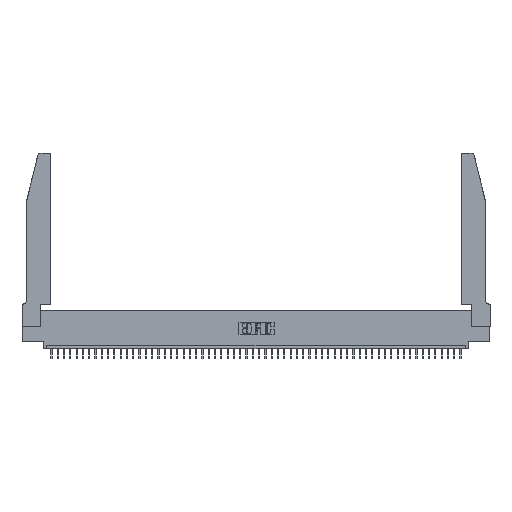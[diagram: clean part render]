
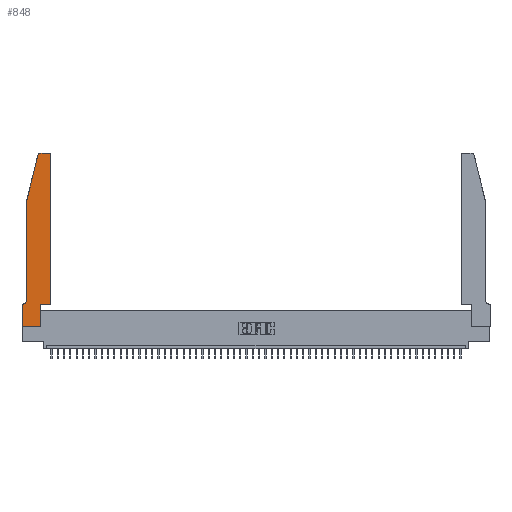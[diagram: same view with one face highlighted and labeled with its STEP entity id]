
A CAD part, top view. The second image highlights one B-rep face of the part: STEP entity #848.
In plain terms, the highlighted planar face has unit normal (0, 0, 1).
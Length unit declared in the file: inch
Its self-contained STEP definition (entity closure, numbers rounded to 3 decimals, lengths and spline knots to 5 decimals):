
#334 = AXIS2_PLACEMENT_3D ( 'NONE', #45573, #21848, #49596 ) ;
#848 = ADVANCED_FACE ( 'NONE', ( #13783 ), #40244, .T. ) ;
#1589 = ORIENTED_EDGE ( 'NONE', *, *, #38737, .T. ) ;
#2069 = ORIENTED_EDGE ( 'NONE', *, *, #24313, .T. ) ;
#2842 = DIRECTION ( 'NONE',  ( 1., 0., 0. ) ) ;
#3976 = LINE ( 'NONE', #4359, #26335 ) ;
#4023 = VERTEX_POINT ( 'NONE', #14642 ) ;
#4182 = CARTESIAN_POINT ( 'NONE',  ( 0., 0., 0.37 ) ) ;
#4348 = VERTEX_POINT ( 'NONE', #16034 ) ;
#4359 = CARTESIAN_POINT ( 'NONE',  ( 0.0755, 2., 0.37 ) ) ;
#4439 = VECTOR ( 'NONE', #17743, 39.37008 ) ;
#4616 = AXIS2_PLACEMENT_3D ( 'NONE', #24694, #8854, #33023 ) ;
#4762 = LINE ( 'NONE', #9172, #18417 ) ;
#5448 = DIRECTION ( 'NONE',  ( -1., 0., 0. ) ) ;
#5588 = ORIENTED_EDGE ( 'NONE', *, *, #42826, .T. ) ;
#5609 = ORIENTED_EDGE ( 'NONE', *, *, #28849, .T. ) ;
#5778 = VERTEX_POINT ( 'NONE', #15536 ) ;
#6240 = ORIENTED_EDGE ( 'NONE', *, *, #30215, .T. ) ;
#6820 = DIRECTION ( 'NONE',  ( 0., -1., 0. ) ) ;
#6926 = ORIENTED_EDGE ( 'NONE', *, *, #32358, .T. ) ;
#8423 = LINE ( 'NONE', #23568, #28340 ) ;
#8854 = DIRECTION ( 'NONE',  ( 0., 0., 1. ) ) ;
#9172 = CARTESIAN_POINT ( 'NONE',  ( 0.2605, 2.75, 0.37 ) ) ;
#9224 = CARTESIAN_POINT ( 'NONE',  ( 0., 0., 0.37 ) ) ;
#9885 = DIRECTION ( 'NONE',  ( -1., 0., 0. ) ) ;
#10021 = AXIS2_PLACEMENT_3D ( 'NONE', #18915, #35430, #31288 ) ;
#10783 = LINE ( 'NONE', #48456, #34443 ) ;
#11295 = EDGE_CURVE ( 'NONE', #15699, #4023, #3976, .T. ) ;
#13527 = CARTESIAN_POINT ( 'NONE',  ( 0.0055, 0.35, 0.37 ) ) ;
#13783 = FACE_OUTER_BOUND ( 'NONE', #19088, .T. ) ;
#14642 = CARTESIAN_POINT ( 'NONE',  ( 0.0755, 0.42, 0.37 ) ) ;
#15041 = LINE ( 'NONE', #42646, #46713 ) ;
#15415 = CARTESIAN_POINT ( 'NONE',  ( 0.0755, 2., 0.37 ) ) ;
#15443 = CARTESIAN_POINT ( 'NONE',  ( 0.2865, 0.35, 0.37 ) ) ;
#15536 = CARTESIAN_POINT ( 'NONE',  ( 0.284, 2.75, 0.37 ) ) ;
#15699 = VERTEX_POINT ( 'NONE', #15415 ) ;
#15885 = ORIENTED_EDGE ( 'NONE', *, *, #48675, .T. ) ;
#16034 = CARTESIAN_POINT ( 'NONE',  ( 0.4205, 2.75, 0.37 ) ) ;
#17465 = LINE ( 'NONE', #29400, #4439 ) ;
#17743 = DIRECTION ( 'NONE',  ( 0., 1., 0. ) ) ;
#18167 = VECTOR ( 'NONE', #6820, 39.37008 ) ;
#18417 = VECTOR ( 'NONE', #9885, 39.37008 ) ;
#18806 = CARTESIAN_POINT ( 'NONE',  ( 0.4505, 0.35, 0.37 ) ) ;
#18915 = CARTESIAN_POINT ( 'NONE',  ( 0.284, 2.72, 0.37 ) ) ;
#19088 = EDGE_LOOP ( 'NONE', ( #6926, #1589, #15885, #34910, #2069, #6240, #5609, #38776, #5588, #42742, #22255, #20028 ) ) ;
#20028 = ORIENTED_EDGE ( 'NONE', *, *, #35512, .T. ) ;
#20153 = CARTESIAN_POINT ( 'NONE',  ( 0.4505, 2.72, 0.37 ) ) ;
#20823 = VECTOR ( 'NONE', #46533, 39.37008 ) ;
#21848 = DIRECTION ( 'NONE',  ( 0., 0., 1. ) ) ;
#22255 = ORIENTED_EDGE ( 'NONE', *, *, #37003, .T. ) ;
#23568 = CARTESIAN_POINT ( 'NONE',  ( 0., 0., 0.37 ) ) ;
#24313 = EDGE_CURVE ( 'NONE', #4023, #33098, #46153, .T. ) ;
#24694 = CARTESIAN_POINT ( 'NONE',  ( 0., 0.35, 0.37 ) ) ;
#25409 = VECTOR ( 'NONE', #49871, 39.37008 ) ;
#26335 = VECTOR ( 'NONE', #40552, 39.37008 ) ;
#26551 = CIRCLE ( 'NONE', #10021, 0.03 ) ;
#27758 = DIRECTION ( 'NONE',  ( 1., 0., 0. ) ) ;
#27874 = VERTEX_POINT ( 'NONE', #20153 ) ;
#28340 = VECTOR ( 'NONE', #27758, 39.37008 ) ;
#28849 = EDGE_CURVE ( 'NONE', #45537, #29884, #44172, .T. ) ;
#29400 = CARTESIAN_POINT ( 'NONE',  ( 0.4505, 0.35, 0.37 ) ) ;
#29884 = VERTEX_POINT ( 'NONE', #4182 ) ;
#30215 = EDGE_CURVE ( 'NONE', #33098, #45537, #35425, .T. ) ;
#31288 = DIRECTION ( 'NONE',  ( 1., 0., 0. ) ) ;
#32358 = EDGE_CURVE ( 'NONE', #4348, #5778, #4762, .T. ) ;
#32402 = DIRECTION ( 'NONE',  ( -0.239, -0.971, 0. ) ) ;
#33023 = DIRECTION ( 'NONE',  ( 1., 0., 0. ) ) ;
#33098 = VERTEX_POINT ( 'NONE', #13527 ) ;
#34443 = VECTOR ( 'NONE', #32402, 39.37008 ) ;
#34910 = ORIENTED_EDGE ( 'NONE', *, *, #11295, .T. ) ;
#35425 = LINE ( 'NONE', #42015, #25409 ) ;
#35430 = DIRECTION ( 'NONE',  ( 0., 0., 1. ) ) ;
#35512 = EDGE_CURVE ( 'NONE', #27874, #4348, #42456, .T. ) ;
#36006 = CARTESIAN_POINT ( 'NONE',  ( 0., 0.35, 0.37 ) ) ;
#37003 = EDGE_CURVE ( 'NONE', #39181, #27874, #17465, .T. ) ;
#38737 = EDGE_CURVE ( 'NONE', #5778, #39270, #26551, .T. ) ;
#38776 = ORIENTED_EDGE ( 'NONE', *, *, #47246, .T. ) ;
#39058 = CARTESIAN_POINT ( 'NONE',  ( 0.2865, 0.35, 0.37 ) ) ;
#39181 = VERTEX_POINT ( 'NONE', #18806 ) ;
#39270 = VERTEX_POINT ( 'NONE', #39777 ) ;
#39777 = CARTESIAN_POINT ( 'NONE',  ( 0.25487, 2.72718, 0.37 ) ) ;
#40244 = PLANE ( 'NONE',  #4616 ) ;
#40552 = DIRECTION ( 'NONE',  ( 0., -1., 0. ) ) ;
#41862 = AXIS2_PLACEMENT_3D ( 'NONE', #44817, #44985, #5448 ) ;
#42015 = CARTESIAN_POINT ( 'NONE',  ( 0.0755, 0.35, 0.37 ) ) ;
#42078 = VERTEX_POINT ( 'NONE', #49512 ) ;
#42456 = CIRCLE ( 'NONE', #334, 0.03 ) ;
#42646 = CARTESIAN_POINT ( 'NONE',  ( 0.4505, 0.35, 0.37 ) ) ;
#42742 = ORIENTED_EDGE ( 'NONE', *, *, #44653, .T. ) ;
#42826 = EDGE_CURVE ( 'NONE', #42078, #44321, #47532, .T. ) ;
#44172 = LINE ( 'NONE', #9224, #18167 ) ;
#44321 = VERTEX_POINT ( 'NONE', #15443 ) ;
#44653 = EDGE_CURVE ( 'NONE', #44321, #39181, #15041, .T. ) ;
#44817 = CARTESIAN_POINT ( 'NONE',  ( 0.0055, 0.42, 0.37 ) ) ;
#44985 = DIRECTION ( 'NONE',  ( 0., 0., -1. ) ) ;
#45537 = VERTEX_POINT ( 'NONE', #36006 ) ;
#45573 = CARTESIAN_POINT ( 'NONE',  ( 0.4205, 2.72, 0.37 ) ) ;
#46153 = CIRCLE ( 'NONE', #41862, 0.07 ) ;
#46533 = DIRECTION ( 'NONE',  ( 0., 1., 0. ) ) ;
#46713 = VECTOR ( 'NONE', #2842, 39.37008 ) ;
#47246 = EDGE_CURVE ( 'NONE', #29884, #42078, #8423, .T. ) ;
#47532 = LINE ( 'NONE', #39058, #20823 ) ;
#48456 = CARTESIAN_POINT ( 'NONE',  ( 0.0755, 2., 0.37 ) ) ;
#48675 = EDGE_CURVE ( 'NONE', #39270, #15699, #10783, .T. ) ;
#49512 = CARTESIAN_POINT ( 'NONE',  ( 0.2865, 0., 0.37 ) ) ;
#49596 = DIRECTION ( 'NONE',  ( 1., 0., 0. ) ) ;
#49871 = DIRECTION ( 'NONE',  ( -1., 0., 0. ) ) ;
